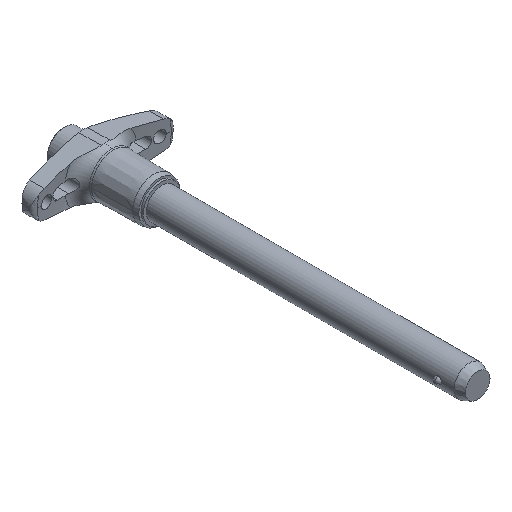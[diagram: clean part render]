
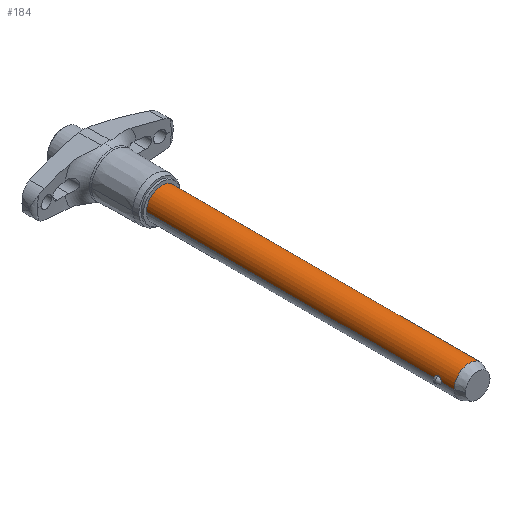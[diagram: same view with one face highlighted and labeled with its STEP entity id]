
A CAD part, isometric view. The second image highlights one B-rep face of the part: STEP entity #184.
In plain terms, the highlighted cylindrical face has radius 6.35 mm (diameter 12.7 mm), a partial arc.
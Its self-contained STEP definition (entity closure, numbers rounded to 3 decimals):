
#184=ADVANCED_FACE('',(#390),#391,.T.);
#390=FACE_OUTER_BOUND('',#613,.T.);
#391=CYLINDRICAL_SURFACE('',#614,6.35);
#613=EDGE_LOOP('',(#1130,#1131,#1132,#1133,#1134,#1135,#1136,#1137,#1138,#1139));
#614=AXIS2_PLACEMENT_3D('',#1140,#1141,#1142);
#1130=ORIENTED_EDGE('',*,*,#1506,.T.);
#1131=ORIENTED_EDGE('',*,*,#1447,.T.);
#1132=ORIENTED_EDGE('',*,*,#1580,.T.);
#1133=ORIENTED_EDGE('',*,*,#1512,.T.);
#1134=ORIENTED_EDGE('',*,*,#1578,.F.);
#1135=ORIENTED_EDGE('',*,*,#1510,.T.);
#1136=ORIENTED_EDGE('',*,*,#1538,.T.);
#1137=ORIENTED_EDGE('',*,*,#1581,.T.);
#1138=ORIENTED_EDGE('',*,*,#1507,.T.);
#1139=ORIENTED_EDGE('',*,*,#1582,.T.);
#1140=CARTESIAN_POINT('',(0.0,-65.532,0.0));
#1141=DIRECTION('',(-0.0,1.0,0.0));
#1142=DIRECTION('',(1.0,0.0,0.0));
#1447=EDGE_CURVE('',#1777,#1775,#1778,.T.);
#1506=EDGE_CURVE('',#1813,#1777,#1864,.T.);
#1507=EDGE_CURVE('',#1865,#1815,#1866,.T.);
#1510=EDGE_CURVE('',#1871,#1869,#1872,.T.);
#1512=EDGE_CURVE('',#1875,#1873,#1876,.T.);
#1538=EDGE_CURVE('',#1869,#1912,#1914,.T.);
#1578=EDGE_CURVE('',#1871,#1873,#1964,.T.);
#1580=EDGE_CURVE('',#1775,#1875,#1966,.T.);
#1581=EDGE_CURVE('',#1912,#1865,#1967,.T.);
#1582=EDGE_CURVE('',#1815,#1813,#1968,.T.);
#1775=VERTEX_POINT('',#2735);
#1777=VERTEX_POINT('',#2737);
#1778=B_SPLINE_CURVE_WITH_KNOTS('',3,(#2738,#2739,#2740,#2741,#2742,#2743,#2744,#2745,#2746,#2747,#2748,#2749,#2750,#2751),.UNSPECIFIED.,.F.,.F.,(4,2,2,2,2,2,4),(2.221,2.596,2.971,3.2,3.429,3.935,4.442),.UNSPECIFIED.);
#1813=VERTEX_POINT('',#2957);
#1815=VERTEX_POINT('',#2960);
#1864=LINE('',#3163,#3164);
#1865=VERTEX_POINT('',#3165);
#1866=LINE('',#3166,#3167);
#1869=VERTEX_POINT('',#3183);
#1871=VERTEX_POINT('',#3198);
#1872=LINE('',#3199,#3200);
#1873=VERTEX_POINT('',#3201);
#1875=VERTEX_POINT('',#3203);
#1876=LINE('',#3204,#3205);
#1912=VERTEX_POINT('',#3446);
#1914=B_SPLINE_CURVE_WITH_KNOTS('',3,(#3448,#3449,#3450,#3451,#3452,#3453,#3454,#3455,#3456,#3457,#3458,#3459,#3460,#3461),.UNSPECIFIED.,.F.,.F.,(4,2,2,2,2,2,4),(6.663,7.038,7.413,7.642,7.871,8.377,8.884),.UNSPECIFIED.);
#1964=CIRCLE('',#3754,6.35);
#1966=B_SPLINE_CURVE_WITH_KNOTS('',3,(#3756,#3757,#3758,#3759,#3760,#3761,#3762,#3763,#3764,#3765,#3766,#3767,#3768,#3769),.UNSPECIFIED.,.F.,.F.,(4,2,2,2,2,2,4),(4.442,4.948,5.455,5.684,5.912,6.288,6.663),.UNSPECIFIED.);
#1967=B_SPLINE_CURVE_WITH_KNOTS('',3,(#3770,#3771,#3772,#3773,#3774,#3775,#3776,#3777,#3778,#3779,#3780,#3781,#3782,#3783),.UNSPECIFIED.,.F.,.F.,(4,2,2,2,2,2,4),(0.0,0.507,1.013,1.242,1.471,1.846,2.221),.UNSPECIFIED.);
#1968=CIRCLE('',#3784,6.35);
#2735=CARTESIAN_POINT('',(6.172,-120.848,1.495));
#2737=CARTESIAN_POINT('',(6.35,-122.317,0.));
#2738=CARTESIAN_POINT('',(6.35,-122.317,0.0));
#2739=CARTESIAN_POINT('',(6.35,-122.317,0.125));
#2740=CARTESIAN_POINT('',(6.346,-122.301,0.261));
#2741=CARTESIAN_POINT('',(6.33,-122.232,0.522));
#2742=CARTESIAN_POINT('',(6.318,-122.179,0.648));
#2743=CARTESIAN_POINT('',(6.297,-122.08,0.822));
#2744=CARTESIAN_POINT('',(6.288,-122.033,0.891));
#2745=CARTESIAN_POINT('',(6.268,-121.929,1.019));
#2746=CARTESIAN_POINT('',(6.258,-121.871,1.079));
#2747=CARTESIAN_POINT('',(6.229,-121.689,1.24));
#2748=CARTESIAN_POINT('',(6.208,-121.534,1.336));
#2749=CARTESIAN_POINT('',(6.179,-121.198,1.464));
#2750=CARTESIAN_POINT('',(6.172,-121.017,1.495));
#2751=CARTESIAN_POINT('',(6.172,-120.848,1.495));
#2957=CARTESIAN_POINT('',(6.35,-127.559,0.0));
#2960=CARTESIAN_POINT('',(-6.35,-127.559,0.));
#3163=CARTESIAN_POINT('',(6.35,-65.532,0.));
#3164=VECTOR('',#4080,1.0);
#3165=CARTESIAN_POINT('',(-6.35,-122.317,0.));
#3166=CARTESIAN_POINT('',(-6.35,-65.532,0.));
#3167=VECTOR('',#4081,1.0);
#3183=CARTESIAN_POINT('',(-6.35,-119.38,0.));
#3198=CARTESIAN_POINT('',(-6.35,0.0,0.));
#3199=CARTESIAN_POINT('',(-6.35,-65.532,0.));
#3200=VECTOR('',#4082,1.0);
#3201=CARTESIAN_POINT('',(6.35,0.0,0.0));
#3203=CARTESIAN_POINT('',(6.35,-119.38,0.));
#3204=CARTESIAN_POINT('',(6.35,-65.532,0.));
#3205=VECTOR('',#4086,1.0);
#3446=CARTESIAN_POINT('',(-6.172,-120.848,1.495));
#3448=CARTESIAN_POINT('',(-6.35,-119.38,0.));
#3449=CARTESIAN_POINT('',(-6.35,-119.38,0.125));
#3450=CARTESIAN_POINT('',(-6.346,-119.396,0.261));
#3451=CARTESIAN_POINT('',(-6.33,-119.465,0.522));
#3452=CARTESIAN_POINT('',(-6.318,-119.518,0.648));
#3453=CARTESIAN_POINT('',(-6.297,-119.617,0.822));
#3454=CARTESIAN_POINT('',(-6.288,-119.663,0.891));
#3455=CARTESIAN_POINT('',(-6.268,-119.768,1.019));
#3456=CARTESIAN_POINT('',(-6.258,-119.826,1.079));
#3457=CARTESIAN_POINT('',(-6.229,-120.008,1.24));
#3458=CARTESIAN_POINT('',(-6.208,-120.163,1.336));
#3459=CARTESIAN_POINT('',(-6.179,-120.499,1.464));
#3460=CARTESIAN_POINT('',(-6.172,-120.68,1.495));
#3461=CARTESIAN_POINT('',(-6.172,-120.848,1.495));
#3754=AXIS2_PLACEMENT_3D('',#4127,#4128,#4129);
#3756=CARTESIAN_POINT('',(6.172,-120.848,1.495));
#3757=CARTESIAN_POINT('',(6.172,-120.68,1.495));
#3758=CARTESIAN_POINT('',(6.179,-120.499,1.464));
#3759=CARTESIAN_POINT('',(6.208,-120.163,1.336));
#3760=CARTESIAN_POINT('',(6.229,-120.008,1.24));
#3761=CARTESIAN_POINT('',(6.258,-119.826,1.079));
#3762=CARTESIAN_POINT('',(6.268,-119.768,1.019));
#3763=CARTESIAN_POINT('',(6.288,-119.663,0.891));
#3764=CARTESIAN_POINT('',(6.297,-119.617,0.822));
#3765=CARTESIAN_POINT('',(6.318,-119.518,0.648));
#3766=CARTESIAN_POINT('',(6.33,-119.465,0.522));
#3767=CARTESIAN_POINT('',(6.346,-119.396,0.261));
#3768=CARTESIAN_POINT('',(6.35,-119.38,0.125));
#3769=CARTESIAN_POINT('',(6.35,-119.38,0.));
#3770=CARTESIAN_POINT('',(-6.172,-120.848,1.495));
#3771=CARTESIAN_POINT('',(-6.172,-121.017,1.495));
#3772=CARTESIAN_POINT('',(-6.179,-121.198,1.464));
#3773=CARTESIAN_POINT('',(-6.208,-121.534,1.336));
#3774=CARTESIAN_POINT('',(-6.229,-121.689,1.24));
#3775=CARTESIAN_POINT('',(-6.258,-121.871,1.079));
#3776=CARTESIAN_POINT('',(-6.268,-121.929,1.019));
#3777=CARTESIAN_POINT('',(-6.288,-122.033,0.891));
#3778=CARTESIAN_POINT('',(-6.297,-122.08,0.822));
#3779=CARTESIAN_POINT('',(-6.318,-122.179,0.648));
#3780=CARTESIAN_POINT('',(-6.33,-122.232,0.522));
#3781=CARTESIAN_POINT('',(-6.346,-122.301,0.261));
#3782=CARTESIAN_POINT('',(-6.35,-122.317,0.125));
#3783=CARTESIAN_POINT('',(-6.35,-122.317,0.));
#3784=AXIS2_PLACEMENT_3D('',#4130,#4131,#4132);
#4080=DIRECTION('',(0.0,1.0,0.0));
#4081=DIRECTION('',(-0.0,-1.0,-0.0));
#4082=DIRECTION('',(-0.0,-1.0,-0.0));
#4086=DIRECTION('',(0.0,1.0,0.0));
#4127=CARTESIAN_POINT('',(0.0,0.0,0.0));
#4128=DIRECTION('',(-0.0,1.0,0.0));
#4129=DIRECTION('',(1.0,0.0,0.0));
#4130=CARTESIAN_POINT('',(0.0,-127.559,0.0));
#4131=DIRECTION('',(0.,1.0,0.0));
#4132=DIRECTION('',(1.0,0.,0.0));
